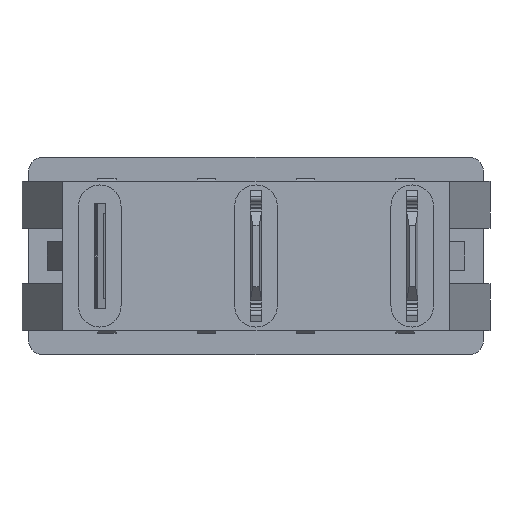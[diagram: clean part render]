
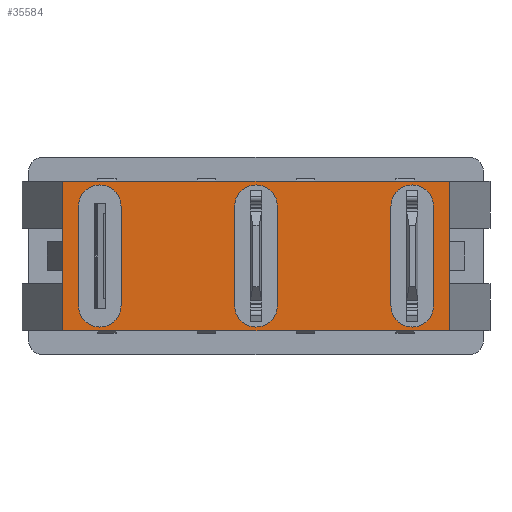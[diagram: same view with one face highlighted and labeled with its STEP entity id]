
A CAD part, front view. The second image highlights one B-rep face of the part: STEP entity #35584.
In plain terms, the highlighted planar face has unit normal (0, -1, 0).
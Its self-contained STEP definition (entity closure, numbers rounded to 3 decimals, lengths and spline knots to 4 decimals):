
#179=FACE_BOUND('',#2533,.T.);
#180=FACE_BOUND('',#2534,.T.);
#181=FACE_BOUND('',#2535,.T.);
#595=FACE_OUTER_BOUND('',#2532,.T.);
#2532=EDGE_LOOP('',(#22826,#22827,#22828,#22829));
#2533=EDGE_LOOP('',(#22830,#22831,#22832,#22833));
#2534=EDGE_LOOP('',(#22834,#22835,#22836,#22837));
#2535=EDGE_LOOP('',(#22838,#22839,#22840,#22841));
#4677=CIRCLE('',#37509,0.0591);
#4679=CIRCLE('',#37512,0.0591);
#4681=CIRCLE('',#37515,0.0591);
#4704=CIRCLE('',#37580,0.0591);
#4705=CIRCLE('',#37581,0.0591);
#4706=CIRCLE('',#37582,0.0591);
#5276=LINE('',#49362,#9822);
#5292=LINE('',#49395,#9838);
#5366=LINE('',#49547,#9912);
#5367=LINE('',#49548,#9913);
#5368=LINE('',#49550,#9914);
#5369=LINE('',#49552,#9915);
#5370=LINE('',#49555,#9916);
#5371=LINE('',#49557,#9917);
#5372=LINE('',#49560,#9918);
#5373=LINE('',#49562,#9919);
#9822=VECTOR('',#40280,39.3701);
#9838=VECTOR('',#40298,39.3701);
#9912=VECTOR('',#40384,39.3701);
#9913=VECTOR('',#40385,39.3701);
#9914=VECTOR('',#40386,39.3701);
#9915=VECTOR('',#40387,39.3701);
#9916=VECTOR('',#40390,39.3701);
#9917=VECTOR('',#40391,39.3701);
#9918=VECTOR('',#40394,39.3701);
#9919=VECTOR('',#40395,39.3701);
#14162=VERTEX_POINT('',#48997);
#14163=VERTEX_POINT('',#48999);
#14166=VERTEX_POINT('',#49006);
#14167=VERTEX_POINT('',#49008);
#14170=VERTEX_POINT('',#49015);
#14171=VERTEX_POINT('',#49017);
#14296=VERTEX_POINT('',#49359);
#14297=VERTEX_POINT('',#49361);
#14312=VERTEX_POINT('',#49392);
#14313=VERTEX_POINT('',#49394);
#14386=VERTEX_POINT('',#49549);
#14387=VERTEX_POINT('',#49551);
#14388=VERTEX_POINT('',#49554);
#14389=VERTEX_POINT('',#49556);
#14390=VERTEX_POINT('',#49559);
#14391=VERTEX_POINT('',#49561);
#17435=EDGE_CURVE('',#14162,#14163,#4677,.T.);
#17439=EDGE_CURVE('',#14166,#14167,#4679,.T.);
#17443=EDGE_CURVE('',#14170,#14171,#4681,.T.);
#17622=EDGE_CURVE('',#14297,#14296,#5276,.T.);
#17638=EDGE_CURVE('',#14313,#14312,#5292,.T.);
#17716=EDGE_CURVE('',#14296,#14313,#5366,.T.);
#17717=EDGE_CURVE('',#14312,#14297,#5367,.T.);
#17718=EDGE_CURVE('',#14171,#14386,#5368,.T.);
#17719=EDGE_CURVE('',#14387,#14170,#5369,.T.);
#17720=EDGE_CURVE('',#14386,#14387,#4704,.T.);
#17721=EDGE_CURVE('',#14163,#14388,#5370,.T.);
#17722=EDGE_CURVE('',#14389,#14162,#5371,.T.);
#17723=EDGE_CURVE('',#14388,#14389,#4705,.T.);
#17724=EDGE_CURVE('',#14167,#14390,#5372,.T.);
#17725=EDGE_CURVE('',#14391,#14166,#5373,.T.);
#17726=EDGE_CURVE('',#14390,#14391,#4706,.T.);
#22826=ORIENTED_EDGE('',*,*,#17622,.T.);
#22827=ORIENTED_EDGE('',*,*,#17716,.T.);
#22828=ORIENTED_EDGE('',*,*,#17638,.T.);
#22829=ORIENTED_EDGE('',*,*,#17717,.T.);
#22830=ORIENTED_EDGE('',*,*,#17718,.F.);
#22831=ORIENTED_EDGE('',*,*,#17443,.F.);
#22832=ORIENTED_EDGE('',*,*,#17719,.F.);
#22833=ORIENTED_EDGE('',*,*,#17720,.F.);
#22834=ORIENTED_EDGE('',*,*,#17721,.F.);
#22835=ORIENTED_EDGE('',*,*,#17435,.F.);
#22836=ORIENTED_EDGE('',*,*,#17722,.F.);
#22837=ORIENTED_EDGE('',*,*,#17723,.F.);
#22838=ORIENTED_EDGE('',*,*,#17724,.F.);
#22839=ORIENTED_EDGE('',*,*,#17439,.F.);
#22840=ORIENTED_EDGE('',*,*,#17725,.F.);
#22841=ORIENTED_EDGE('',*,*,#17726,.F.);
#31844=PLANE('',#37579);
#35584=ADVANCED_FACE('',(#595,#179,#180,#181),#31844,.T.);
#37509=AXIS2_PLACEMENT_3D('',#49000,#39988,#39989);
#37512=AXIS2_PLACEMENT_3D('',#49009,#39996,#39997);
#37515=AXIS2_PLACEMENT_3D('',#49018,#40004,#40005);
#37579=AXIS2_PLACEMENT_3D('',#49546,#40382,#40383);
#37580=AXIS2_PLACEMENT_3D('',#49553,#40388,#40389);
#37581=AXIS2_PLACEMENT_3D('',#49558,#40392,#40393);
#37582=AXIS2_PLACEMENT_3D('',#49563,#40396,#40397);
#39988=DIRECTION('center_axis',(0.,-1.,0.));
#39989=DIRECTION('ref_axis',(0.,0.,1.));
#39996=DIRECTION('center_axis',(0.,-1.,0.));
#39997=DIRECTION('ref_axis',(0.,0.,1.));
#40004=DIRECTION('center_axis',(0.,-1.,0.));
#40005=DIRECTION('ref_axis',(0.,0.,1.));
#40280=DIRECTION('',(0.,0.,1.));
#40298=DIRECTION('',(0.,0.,-1.));
#40382=DIRECTION('center_axis',(0.,-1.,0.));
#40383=DIRECTION('ref_axis',(0.,0.,-1.));
#40384=DIRECTION('',(-1.,0.,0.));
#40385=DIRECTION('',(1.,0.,0.));
#40386=DIRECTION('',(0.,0.,-1.));
#40387=DIRECTION('',(0.,0.,1.));
#40388=DIRECTION('center_axis',(0.,-1.,0.));
#40389=DIRECTION('ref_axis',(0.,0.,-1.));
#40390=DIRECTION('',(0.,0.,-1.));
#40391=DIRECTION('',(0.,0.,1.));
#40392=DIRECTION('center_axis',(0.,-1.,0.));
#40393=DIRECTION('ref_axis',(0.,0.,-1.));
#40394=DIRECTION('',(0.,0.,-1.));
#40395=DIRECTION('',(0.,0.,1.));
#40396=DIRECTION('center_axis',(0.,-1.,0.));
#40397=DIRECTION('ref_axis',(0.,0.,-1.));
#48997=CARTESIAN_POINT('',(0.4921,0.4744,0.1378));
#48999=CARTESIAN_POINT('',(0.374,0.4744,0.1378));
#49000=CARTESIAN_POINT('Origin',(0.4331,0.4744,0.1378));
#49006=CARTESIAN_POINT('',(-0.374,0.4744,0.1378));
#49008=CARTESIAN_POINT('',(-0.4921,0.4744,0.1378));
#49009=CARTESIAN_POINT('Origin',(-0.4331,0.4744,0.1378));
#49015=CARTESIAN_POINT('',(0.0591,0.4744,0.1378));
#49017=CARTESIAN_POINT('',(-0.0591,0.4744,0.1378));
#49018=CARTESIAN_POINT('Origin',(0.,0.4744,
0.1378));
#49359=CARTESIAN_POINT('',(0.5354,0.4744,0.2067));
#49361=CARTESIAN_POINT('',(0.5354,0.4744,-0.2067));
#49362=CARTESIAN_POINT('',(0.5354,0.4744,0.2067));
#49392=CARTESIAN_POINT('',(-0.5354,0.4744,-0.2067));
#49394=CARTESIAN_POINT('',(-0.5354,0.4744,0.2067));
#49395=CARTESIAN_POINT('',(-0.5354,0.4744,0.2067));
#49546=CARTESIAN_POINT('Origin',(0.5354,0.4744,-0.2067));
#49547=CARTESIAN_POINT('',(-0.5354,0.4744,0.2067));
#49548=CARTESIAN_POINT('',(-0.5354,0.4744,-0.2067));
#49549=CARTESIAN_POINT('',(-0.0591,0.4744,-0.1378));
#49550=CARTESIAN_POINT('',(-0.0591,0.4744,0.1378));
#49551=CARTESIAN_POINT('',(0.0591,0.4744,-0.1378));
#49552=CARTESIAN_POINT('',(0.0591,0.4744,0.1378));
#49553=CARTESIAN_POINT('Origin',(0.,0.4744,
-0.1378));
#49554=CARTESIAN_POINT('',(0.374,0.4744,-0.1378));
#49555=CARTESIAN_POINT('',(0.374,0.4744,0.1378));
#49556=CARTESIAN_POINT('',(0.4921,0.4744,-0.1378));
#49557=CARTESIAN_POINT('',(0.4921,0.4744,0.1378));
#49558=CARTESIAN_POINT('Origin',(0.4331,0.4744,-0.1378));
#49559=CARTESIAN_POINT('',(-0.4921,0.4744,-0.1378));
#49560=CARTESIAN_POINT('',(-0.4921,0.4744,0.1378));
#49561=CARTESIAN_POINT('',(-0.374,0.4744,-0.1378));
#49562=CARTESIAN_POINT('',(-0.374,0.4744,0.1378));
#49563=CARTESIAN_POINT('Origin',(-0.4331,0.4744,-0.1378));
